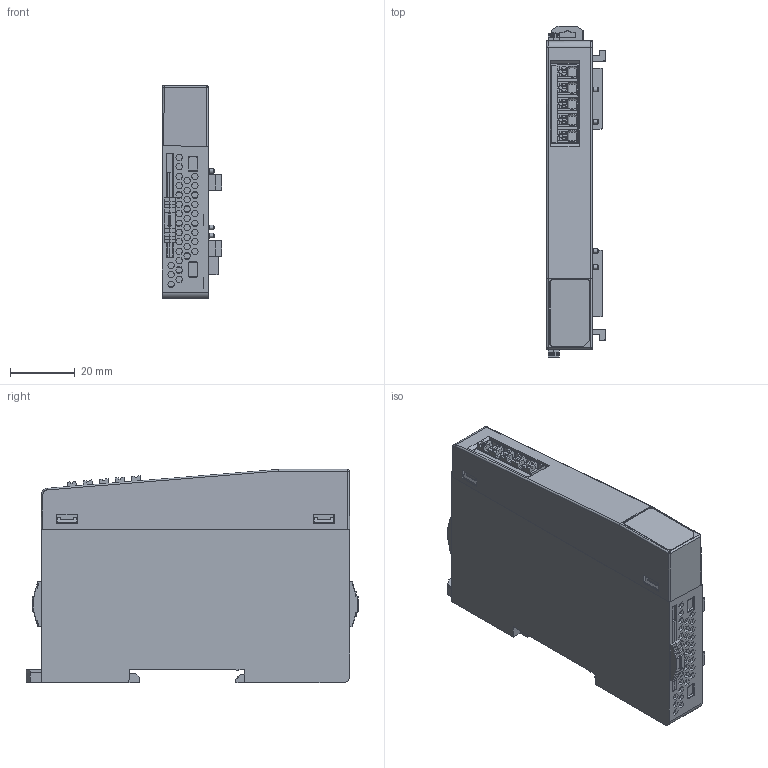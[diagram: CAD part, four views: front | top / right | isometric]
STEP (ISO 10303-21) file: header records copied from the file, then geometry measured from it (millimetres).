
FILE_DESCRIPTION(/* description */ (''),/* implementation_level */ '2;1');
FILE_NAME(/* name */ 'PW100.stp',/* time_stamp */ '2024-07-08T10:20:25+08:00',/* author */ (''),/* organization */ (''),/* preprocessor_version */ 'ST-DEVELOPER v14',/* originating_system */ 'SIEMENS PLM Software NX 8.0',/* authorisation */ '');
FILE_SCHEMA (('AUTOMOTIVE_DESIGN { 1 0 10303 214 3 1 1 1 }'));
Length unit declared in the file: millimetre
Products named in the file (1): Admi2A706CD3a43h
Bounding box: 18.47 x 102.9 x 66.07 mm (x, y, z)
Volume: 85095.4 mm3; surface area: 20017.5 mm2
Topology: 1 solids, 6 shells, 1220 faces, 3245 edges, 2122 vertices
Faces by surface type: plane 1084, cylinder 64, cone 43, bspline 23, torus 4, sphere 2
Full cylindrical faces by diameter (mm): 1.299 x3, 1.3 x2, 1.5 x4
Entity records: 39739 total; most frequent: CARTESIAN_POINT 9539, ORIENTED_EDGE 6410, DIRECTION 5805, EDGE_CURVE 3205, LINE 2847, VECTOR 2847, VERTEX_POINT 2105, AXIS2_PLACEMENT_3D 1479
